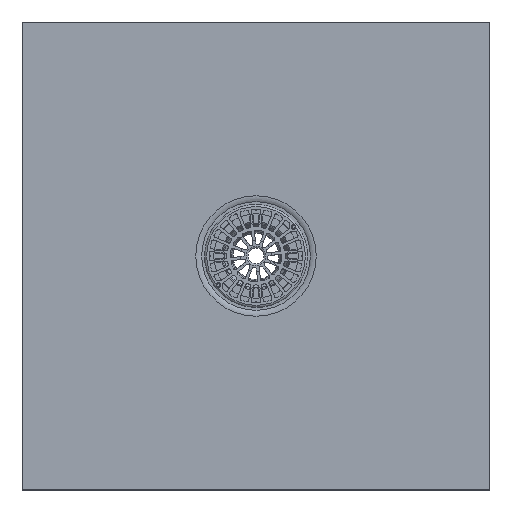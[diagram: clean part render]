
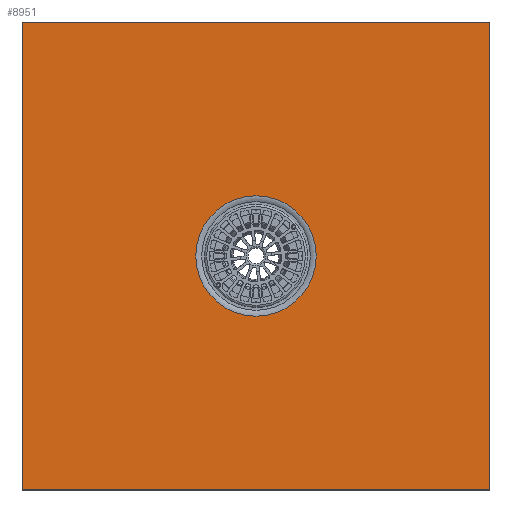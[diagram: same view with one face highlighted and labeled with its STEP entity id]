
A CAD part, top view. The second image highlights one B-rep face of the part: STEP entity #8951.
In plain terms, the highlighted planar face has unit normal (0, 0, 1).
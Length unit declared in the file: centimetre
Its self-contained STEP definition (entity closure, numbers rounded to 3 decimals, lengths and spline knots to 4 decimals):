
#335=FACE_BOUND('',#2563,.T.);
#427=PLANE('',#9680);
#656=LINE('',#14546,#1196);
#660=LINE('',#14553,#1200);
#663=LINE('',#14559,#1203);
#664=LINE('',#14561,#1204);
#1196=VECTOR('',#11218,1.);
#1200=VECTOR('',#11224,1.);
#1203=VECTOR('',#11229,1.);
#1204=VECTOR('',#11232,1.);
#2049=FACE_OUTER_BOUND('',#2562,.T.);
#2562=EDGE_LOOP('',(#6632,#6633,#6634,#6635));
#2563=EDGE_LOOP('',(#6636));
#3202=CIRCLE('',#9650,64.3137);
#3808=VERTEX_POINT('',#14497);
#3823=VERTEX_POINT('',#14543);
#3824=VERTEX_POINT('',#14545);
#3826=VERTEX_POINT('',#14551);
#3828=VERTEX_POINT('',#14557);
#4853=EDGE_CURVE('',#3808,#3808,#3202,.T.);
#4876=EDGE_CURVE('',#3823,#3824,#656,.T.);
#4880=EDGE_CURVE('',#3826,#3823,#660,.T.);
#4883=EDGE_CURVE('',#3828,#3826,#663,.T.);
#4884=EDGE_CURVE('',#3824,#3828,#664,.T.);
#6632=ORIENTED_EDGE('',*,*,#4876,.F.);
#6633=ORIENTED_EDGE('',*,*,#4880,.F.);
#6634=ORIENTED_EDGE('',*,*,#4883,.F.);
#6635=ORIENTED_EDGE('',*,*,#4884,.F.);
#6636=ORIENTED_EDGE('',*,*,#4853,.T.);
#8951=ADVANCED_FACE('',(#2049,#335),#427,.F.);
#9650=AXIS2_PLACEMENT_3D('',#14498,#11158,#11159);
#9680=AXIS2_PLACEMENT_3D('',#14560,#11230,#11231);
#11158=DIRECTION('center_axis',(0.,0.,-1.));
#11159=DIRECTION('ref_axis',(1.,0.,0.));
#11218=DIRECTION('',(0.,-1.,0.));
#11224=DIRECTION('',(1.,0.,0.));
#11229=DIRECTION('',(0.,1.,0.));
#11230=DIRECTION('center_axis',(0.,0.,-1.));
#11231=DIRECTION('ref_axis',(-1.,0.,0.));
#11232=DIRECTION('',(-1.,0.,0.));
#14497=CARTESIAN_POINT('',(1008.9395,184.3313,128.));
#14498=CARTESIAN_POINT('Origin',(1008.9395,248.645,128.));
#14543=CARTESIAN_POINT('',(1258.9395,498.645,128.));
#14545=CARTESIAN_POINT('',(1258.9395,-1.355,128.));
#14546=CARTESIAN_POINT('',(1258.9395,248.645,128.));
#14551=CARTESIAN_POINT('',(758.9395,498.645,128.));
#14553=CARTESIAN_POINT('',(1008.9395,498.645,128.));
#14557=CARTESIAN_POINT('',(758.9395,-1.355,128.));
#14559=CARTESIAN_POINT('',(758.9395,248.645,128.));
#14560=CARTESIAN_POINT('Origin',(1008.9395,248.645,128.));
#14561=CARTESIAN_POINT('',(1008.9395,-1.355,128.));
